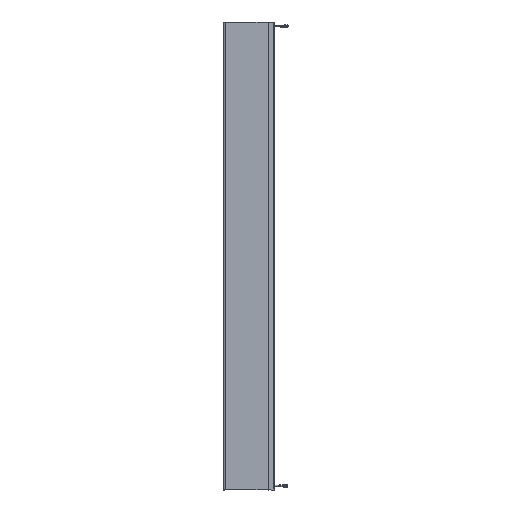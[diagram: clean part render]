
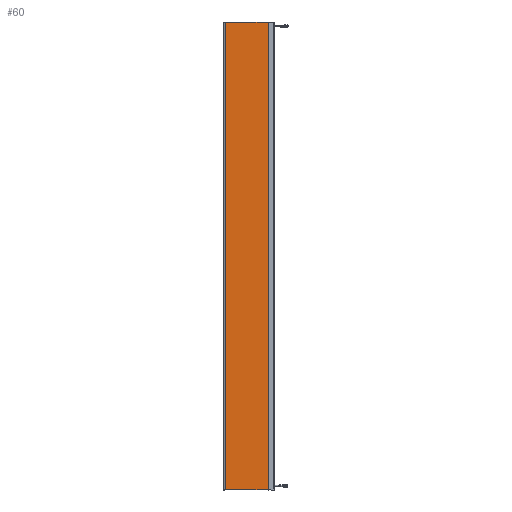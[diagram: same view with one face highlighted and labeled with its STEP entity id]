
A CAD part, left-side view. The second image highlights one B-rep face of the part: STEP entity #60.
In plain terms, the highlighted planar face has unit normal (-1, 0, 0).
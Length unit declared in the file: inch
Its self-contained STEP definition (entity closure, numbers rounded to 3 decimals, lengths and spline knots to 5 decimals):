
#60 = ADVANCED_FACE ( 'NONE', ( #8414 ), #9286, .T. ) ;
#111 = LINE ( 'NONE', #13213, #7866 ) ;
#213 = ORIENTED_EDGE ( 'NONE', *, *, #3623, .F. ) ;
#1189 = DIRECTION ( 'NONE',  ( 0., -1., 0. ) ) ;
#1228 = CARTESIAN_POINT ( 'NONE',  ( -1.87008, 6.5748, 36. ) ) ;
#2019 = EDGE_CURVE ( 'NONE', #3713, #10018, #3190, .T. ) ;
#2897 = DIRECTION ( 'NONE',  ( 0., 0., 1. ) ) ;
#3156 = EDGE_CURVE ( 'NONE', #10018, #9499, #8646, .T. ) ;
#3190 = LINE ( 'NONE', #11955, #4928 ) ;
#3623 = EDGE_CURVE ( 'NONE', #10637, #9499, #111, .T. ) ;
#3713 = VERTEX_POINT ( 'NONE', #4730 ) ;
#4380 = ORIENTED_EDGE ( 'NONE', *, *, #3156, .T. ) ;
#4730 = CARTESIAN_POINT ( 'NONE',  ( -1.87008, 6.5748, 0. ) ) ;
#4928 = VECTOR ( 'NONE', #1189, 39.37008 ) ;
#5393 = CARTESIAN_POINT ( 'NONE',  ( -1.87008, 0.05906, 36. ) ) ;
#5411 = VECTOR ( 'NONE', #5552, 39.37008 ) ;
#5552 = DIRECTION ( 'NONE',  ( 0., 0., -1. ) ) ;
#5843 = DIRECTION ( 'NONE',  ( 0., -1., 0. ) ) ;
#7286 = ORIENTED_EDGE ( 'NONE', *, *, #12557, .T. ) ;
#7590 = CARTESIAN_POINT ( 'NONE',  ( -1.87008, 6.5748, 72. ) ) ;
#7866 = VECTOR ( 'NONE', #5843, 39.37008 ) ;
#8308 = VECTOR ( 'NONE', #12971, 39.37008 ) ;
#8414 = FACE_OUTER_BOUND ( 'NONE', #12885, .T. ) ;
#8646 = LINE ( 'NONE', #5393, #8308 ) ;
#9286 = PLANE ( 'NONE',  #9443 ) ;
#9443 = AXIS2_PLACEMENT_3D ( 'NONE', #11593, #12523, #2897 ) ;
#9499 = VERTEX_POINT ( 'NONE', #11558 ) ;
#10018 = VERTEX_POINT ( 'NONE', #13588 ) ;
#10637 = VERTEX_POINT ( 'NONE', #7590 ) ;
#10940 = LINE ( 'NONE', #1228, #5411 ) ;
#11558 = CARTESIAN_POINT ( 'NONE',  ( -1.87008, 0.05906, 72. ) ) ;
#11593 = CARTESIAN_POINT ( 'NONE',  ( -1.87008, 0.05906, 0. ) ) ;
#11955 = CARTESIAN_POINT ( 'NONE',  ( -1.87008, 3.04134, 0. ) ) ;
#12335 = ORIENTED_EDGE ( 'NONE', *, *, #2019, .T. ) ;
#12523 = DIRECTION ( 'NONE',  ( -1., 0., 0. ) ) ;
#12557 = EDGE_CURVE ( 'NONE', #10637, #3713, #10940, .T. ) ;
#12885 = EDGE_LOOP ( 'NONE', ( #213, #7286, #12335, #4380 ) ) ;
#12971 = DIRECTION ( 'NONE',  ( 0., 0., 1. ) ) ;
#13213 = CARTESIAN_POINT ( 'NONE',  ( -1.87008, 3.04134, 72. ) ) ;
#13588 = CARTESIAN_POINT ( 'NONE',  ( -1.87008, 0.05906, 0. ) ) ;
